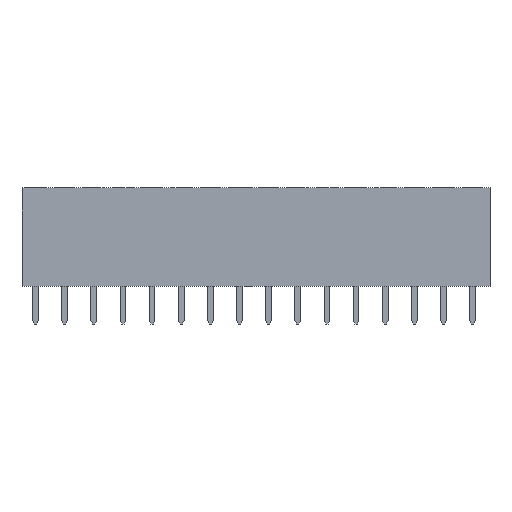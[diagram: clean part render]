
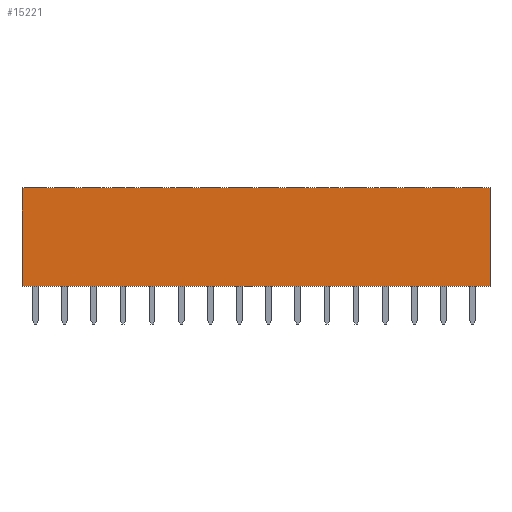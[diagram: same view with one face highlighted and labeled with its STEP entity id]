
A CAD part, top view. The second image highlights one B-rep face of the part: STEP entity #15221.
In plain terms, the highlighted planar face has unit normal (0, 0, 1).
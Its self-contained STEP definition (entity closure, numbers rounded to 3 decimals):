
#2096 = LINE ( 'NONE', #31283, #11540 ) ;
#2608 = CARTESIAN_POINT ( 'NONE',  ( -20.395, -4.288, 1.238 ) ) ;
#2646 = CARTESIAN_POINT ( 'NONE',  ( 20.395, 0., 1.238 ) ) ;
#2748 = EDGE_CURVE ( 'NONE', #29605, #12499, #6773, .T. ) ;
#4640 = VERTEX_POINT ( 'NONE', #14386 ) ;
#5011 = ORIENTED_EDGE ( 'NONE', *, *, #2748, .T. ) ;
#6773 = LINE ( 'NONE', #16118, #18159 ) ;
#8025 = ORIENTED_EDGE ( 'NONE', *, *, #31328, .T. ) ;
#8092 = VECTOR ( 'NONE', #28575, 1000. ) ;
#8781 = EDGE_CURVE ( 'NONE', #4640, #29605, #16011, .T. ) ;
#11441 = PLANE ( 'NONE',  #27409 ) ;
#11540 = VECTOR ( 'NONE', #26465, 1000. ) ;
#12499 = VERTEX_POINT ( 'NONE', #2608 ) ;
#13227 = CARTESIAN_POINT ( 'NONE',  ( 20.395, -4.287, 1.238 ) ) ;
#13508 = CARTESIAN_POINT ( 'NONE',  ( 0., 4.288, 1.238 ) ) ;
#14386 = CARTESIAN_POINT ( 'NONE',  ( 20.395, 4.288, 1.238 ) ) ;
#14718 = CARTESIAN_POINT ( 'NONE',  ( -20.395, 4.287, 1.238 ) ) ;
#15221 = ADVANCED_FACE ( 'NONE', ( #18921 ), #11441, .T. ) ;
#15500 = ORIENTED_EDGE ( 'NONE', *, *, #8781, .T. ) ;
#16011 = LINE ( 'NONE', #13508, #8092 ) ;
#16118 = CARTESIAN_POINT ( 'NONE',  ( -20.395, 0., 1.238 ) ) ;
#16351 = DIRECTION ( 'NONE',  ( 1., 0., 0. ) ) ;
#16498 = CARTESIAN_POINT ( 'NONE',  ( 0., 0., 1.238 ) ) ;
#18159 = VECTOR ( 'NONE', #30584, 1000. ) ;
#18921 = FACE_OUTER_BOUND ( 'NONE', #29663, .T. ) ;
#21479 = DIRECTION ( 'NONE',  ( 0., 0., 1. ) ) ;
#21979 = LINE ( 'NONE', #2646, #24881 ) ;
#22190 = EDGE_CURVE ( 'NONE', #23140, #4640, #21979, .T. ) ;
#23140 = VERTEX_POINT ( 'NONE', #13227 ) ;
#23728 = DIRECTION ( 'NONE',  ( 0., 1., 0. ) ) ;
#24881 = VECTOR ( 'NONE', #23728, 1000. ) ;
#26122 = ORIENTED_EDGE ( 'NONE', *, *, #22190, .T. ) ;
#26465 = DIRECTION ( 'NONE',  ( 1., 0., 0. ) ) ;
#27409 = AXIS2_PLACEMENT_3D ( 'NONE', #16498, #21479, #16351 ) ;
#28575 = DIRECTION ( 'NONE',  ( -1., 0., 0. ) ) ;
#29605 = VERTEX_POINT ( 'NONE', #14718 ) ;
#29663 = EDGE_LOOP ( 'NONE', ( #26122, #15500, #5011, #8025 ) ) ;
#30584 = DIRECTION ( 'NONE',  ( 0., -1., 0. ) ) ;
#31283 = CARTESIAN_POINT ( 'NONE',  ( 0., -4.288, 1.238 ) ) ;
#31328 = EDGE_CURVE ( 'NONE', #12499, #23140, #2096, .T. ) ;
